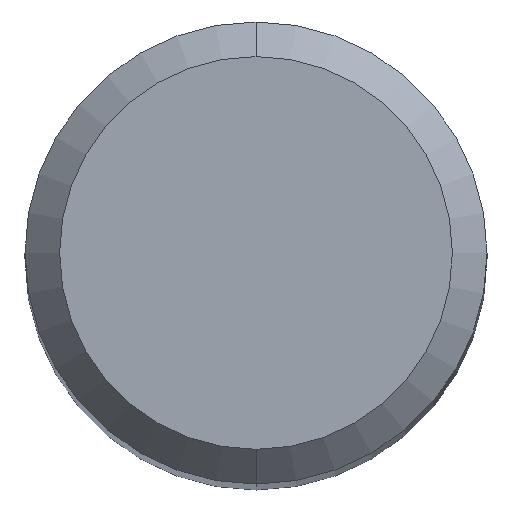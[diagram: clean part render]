
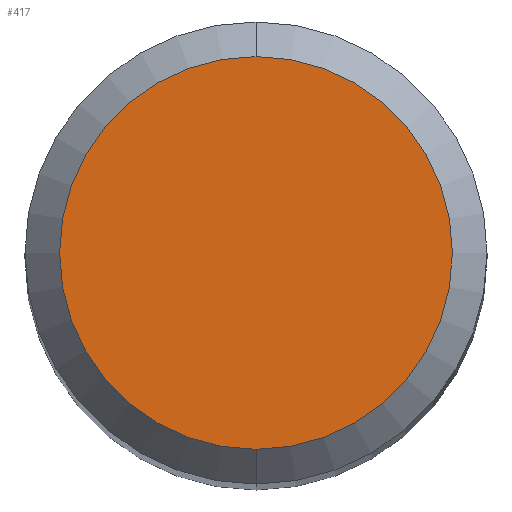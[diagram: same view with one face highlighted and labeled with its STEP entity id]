
A CAD part, top view. The second image highlights one B-rep face of the part: STEP entity #417.
In plain terms, the highlighted planar face has unit normal (0, 0, 1).
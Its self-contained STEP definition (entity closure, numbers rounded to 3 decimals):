
#233=VERTEX_POINT('',#590);
#401=VERTEX_POINT('',#771);
#417=ADVANCED_FACE('',(#789),#790,.T.);
#429=EDGE_CURVE('',#233,#401,#804,.T.);
#497=EDGE_CURVE('',#401,#233,#883,.T.);
#590=CARTESIAN_POINT('',(0.,-1.7,0.0));
#771=CARTESIAN_POINT('',(0.0,1.7,0.0));
#789=FACE_OUTER_BOUND('',#1414,.T.);
#790=PLANE('',#1415);
#804=CIRCLE('',#1434,1.7);
#883=CIRCLE('',#1565,1.7);
#1414=EDGE_LOOP('',(#1866,#1867));
#1415=AXIS2_PLACEMENT_3D('',#1868,#1869,#1870);
#1434=AXIS2_PLACEMENT_3D('',#1889,#1890,#1891);
#1565=AXIS2_PLACEMENT_3D('',#2010,#2011,#2012);
#1866=ORIENTED_EDGE('',*,*,#497,.F.);
#1867=ORIENTED_EDGE('',*,*,#429,.F.);
#1868=CARTESIAN_POINT('',(0.0,0.85,0.0));
#1869=DIRECTION('',(-0.0,0.0,1.0));
#1870=DIRECTION('',(0.0,-1.0,0.0));
#1889=CARTESIAN_POINT('',(0.0,0.0,0.0));
#1890=DIRECTION('',(0.0,0.0,-1.0));
#1891=DIRECTION('',(0.0,1.0,0.0));
#2010=CARTESIAN_POINT('',(0.0,0.0,0.0));
#2011=DIRECTION('',(0.0,0.0,-1.0));
#2012=DIRECTION('',(0.0,1.0,0.0));
